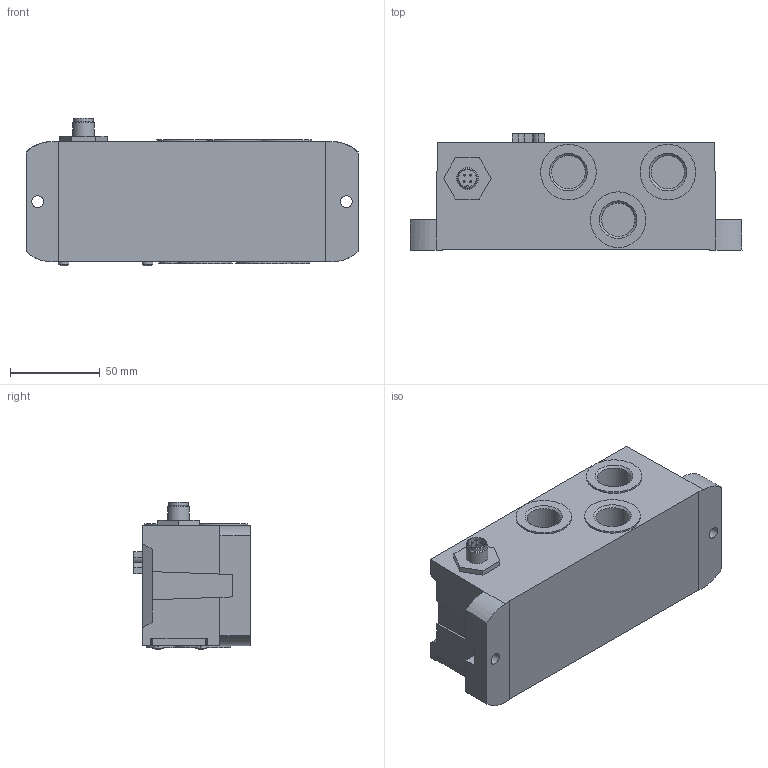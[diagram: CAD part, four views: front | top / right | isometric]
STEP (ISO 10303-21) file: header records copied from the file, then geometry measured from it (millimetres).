
FILE_DESCRIPTION(/* description */ ('STEP AP214'),/* implementation_level */ '2;1');
FILE_NAME(/* name */ '555645_VABS-S2-2S-G12-B-R3',/* time_stamp */ '2024-09-16T03:25:41+02:00',/* author */ ('License CC BY-ND 4.0'),/* organization */ ('CADENAS'),/* preprocessor_version */ 'ST-DEVELOPER v19.3',/* originating_system */ 'PARTsolutions',/* authorisation */ ' ');
FILE_SCHEMA (('AUTOMOTIVE_DESIGN {1 0 10303 214 3 1 1}'));
Length unit declared in the file: millimetre
Products named in the file (1): 555645 VABS-S2-2S-G12-B-R3
Bounding box: 185 x 65 x 82.2 mm (x, y, z)
Volume: 608519.5 mm3; surface area: 65483.1 mm2
Topology: 1 solids, 1 shells, 256 faces, 634 edges, 423 vertices
Faces by surface type: plane 170, cylinder 65, cone 13, sphere 8
Full cylindrical faces by diameter (mm): 1 x4, 4.917 x4, 5.2 x5, 6 x4, 6.5 x2, 8.556 x1, 8.566 x1, 11 x1, 12 x1, 16 x2, 18.631 x5, 31 x5
Entity records: 7267 total; most frequent: DIRECTION 1295, CARTESIAN_POINT 1228, ORIENTED_EDGE 1134, EDGE_CURVE 567, AXIS2_PLACEMENT_3D 471, VERTEX_POINT 404, LINE 353, VECTOR 353
